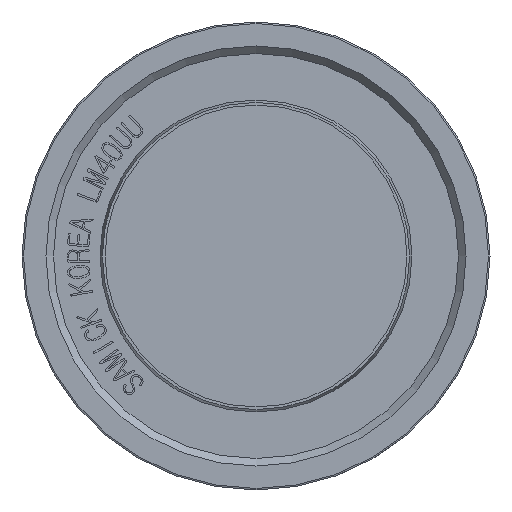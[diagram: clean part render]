
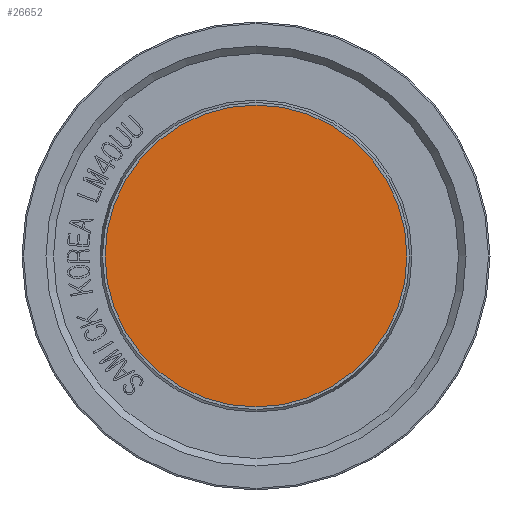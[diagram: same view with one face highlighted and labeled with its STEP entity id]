
A CAD part, front view. The second image highlights one B-rep face of the part: STEP entity #26652.
In plain terms, the highlighted planar face has unit normal (0, -1, 0).
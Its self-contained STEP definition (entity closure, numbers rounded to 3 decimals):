
#26621=CARTESIAN_POINT('',(-20.0,-102.0,0.));
#26622=VERTEX_POINT('',#26621);
#26623=CARTESIAN_POINT('',(0.0,-102.0,0.0));
#26624=DIRECTION('',(0.0,1.0,0.0));
#26625=DIRECTION('',(1.0,0.0,0.0));
#26626=AXIS2_PLACEMENT_3D('',#26623,#26624,#26625);
#26627=CIRCLE('',#26626,20.0);
#26628=EDGE_CURVE('',#26622,#26622,#26627,.T.);
#26644=CARTESIAN_POINT('',(0.0,-102.0,0.0));
#26645=DIRECTION('',(0.0,-1.0,0.0));
#26646=DIRECTION('',(0.0,0.0,-1.0));
#26647=AXIS2_PLACEMENT_3D('',#26644,#26645,#26646);
#26648=PLANE('',#26647);
#26649=ORIENTED_EDGE('',*,*,#26628,.F.);
#26650=EDGE_LOOP('',(#26649));
#26651=FACE_OUTER_BOUND('',#26650,.T.);
#26652=ADVANCED_FACE('',(#26651),#26648,.T.);
